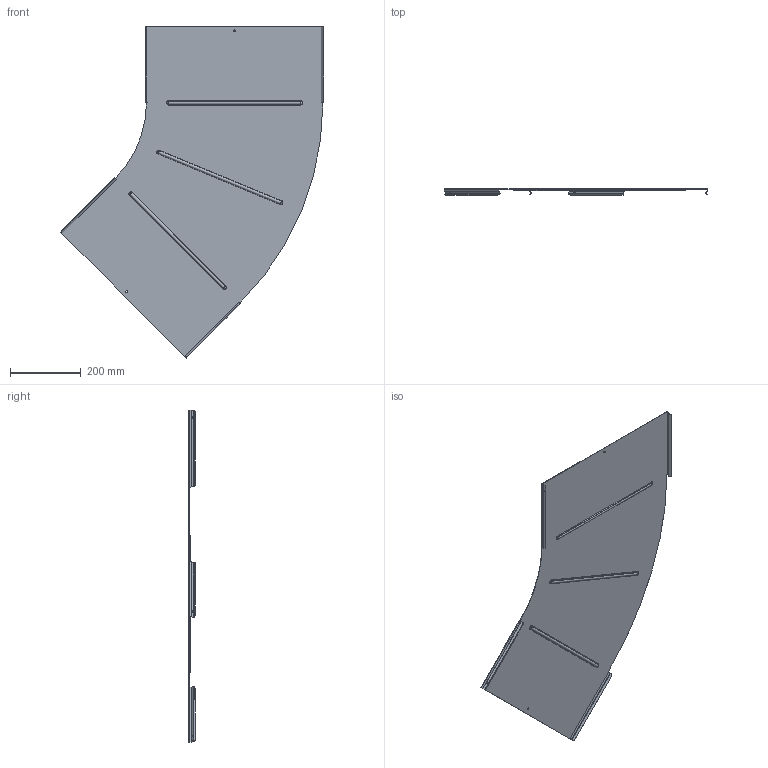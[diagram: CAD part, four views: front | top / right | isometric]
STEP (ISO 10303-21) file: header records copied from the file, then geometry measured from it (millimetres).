
FILE_DESCRIPTION (( 'STEP AP214' ), '1' );
FILE_NAME ('CPG04D--03.STEP', '2021-03-08T15:01:43', ( '' ), ( '' ), 'SwSTEP 2.0', 'SolidWorks 2017', '' );
FILE_SCHEMA (( 'AUTOMOTIVE_DESIGN' ));
Length unit declared in the file: millimetre
Products named in the file (1): CPG04D--03
Bounding box: 743.36 x 17.4 x 936.98 mm (x, y, z)
Volume: 543178.7 mm3; surface area: 908891.4 mm2
Topology: 1 solids, 1 shells, 149 faces, 399 edges, 258 vertices
Faces by surface type: plane 83, cylinder 41, torus 12, sphere 12, bspline 1
Entity records: 4781 total; most frequent: CARTESIAN_POINT 904, DIRECTION 807, ORIENTED_EDGE 798, EDGE_CURVE 399, LINE 285, VECTOR 285, AXIS2_PLACEMENT_3D 261, VERTEX_POINT 258
